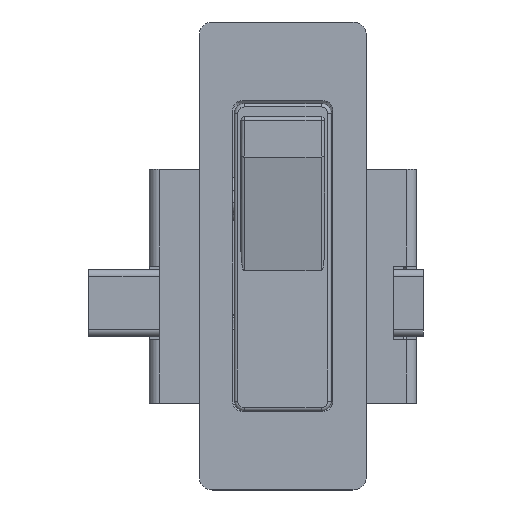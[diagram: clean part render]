
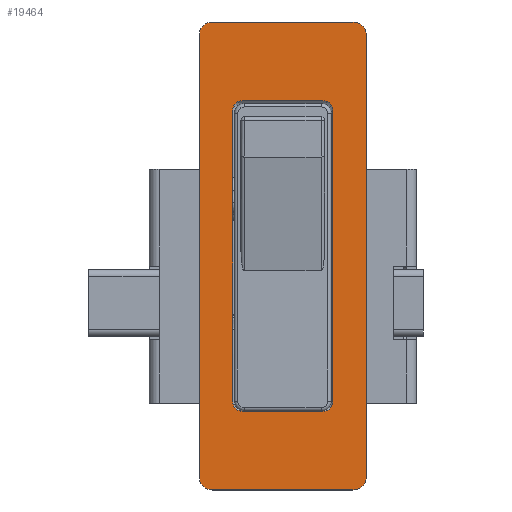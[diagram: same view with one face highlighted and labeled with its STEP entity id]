
A CAD part, top view. The second image highlights one B-rep face of the part: STEP entity #19464.
In plain terms, the highlighted planar face has unit normal (0, 0, 1).
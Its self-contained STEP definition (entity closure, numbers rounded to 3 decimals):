
#2 = EDGE_CURVE ( 'NONE', #1395, #4726, #9147, .T. ) ;
#21 = LINE ( 'NONE', #10836, #7571 ) ;
#90 = ORIENTED_EDGE ( 'NONE', *, *, #589, .T. ) ;
#125 = LINE ( 'NONE', #5067, #12065 ) ;
#172 = AXIS2_PLACEMENT_3D ( 'NONE', #9229, #3388, #3463 ) ;
#202 = VERTEX_POINT ( 'NONE', #9699 ) ;
#217 = CARTESIAN_POINT ( 'NONE',  ( -10.5, -43., 3. ) ) ;
#288 = EDGE_CURVE ( 'NONE', #19478, #7894, #15026, .T. ) ;
#347 = ORIENTED_EDGE ( 'NONE', *, *, #11394, .T. ) ;
#434 = ORIENTED_EDGE ( 'NONE', *, *, #2, .T. ) ;
#589 = EDGE_CURVE ( 'NONE', #19681, #5632, #125, .T. ) ;
#597 = DIRECTION ( 'NONE',  ( 1., 0., 0. ) ) ;
#957 = DIRECTION ( 'NONE',  ( 1., 0., 0. ) ) ;
#962 = ORIENTED_EDGE ( 'NONE', *, *, #1226, .T. ) ;
#1217 = CIRCLE ( 'NONE', #16525, 2. ) ;
#1226 = EDGE_CURVE ( 'NONE', #2392, #17451, #2768, .T. ) ;
#1325 = EDGE_CURVE ( 'NONE', #14230, #202, #11040, .T. ) ;
#1395 = VERTEX_POINT ( 'NONE', #4145 ) ;
#1517 = DIRECTION ( 'NONE',  ( 0., 1., 0. ) ) ;
#1559 = EDGE_LOOP ( 'NONE', ( #8140, #10508, #90, #14707, #962, #12226, #15591, #434 ) ) ;
#1734 = CIRCLE ( 'NONE', #3731, 2. ) ;
#1878 = CARTESIAN_POINT ( 'NONE',  ( 6., 13.75, 3. ) ) ;
#2143 = ORIENTED_EDGE ( 'NONE', *, *, #5837, .F. ) ;
#2392 = VERTEX_POINT ( 'NONE', #4246 ) ;
#2442 = CIRCLE ( 'NONE', #7291, 1.5 ) ;
#2494 = CARTESIAN_POINT ( 'NONE',  ( -6., -31.25, 3. ) ) ;
#2566 = EDGE_CURVE ( 'NONE', #18280, #19681, #9581, .T. ) ;
#2728 = VECTOR ( 'NONE', #4391, 1000. ) ;
#2768 = LINE ( 'NONE', #6538, #13499 ) ;
#2908 = CARTESIAN_POINT ( 'NONE',  ( -12.5, 27., 3. ) ) ;
#3096 = EDGE_CURVE ( 'NONE', #4050, #8180, #6156, .T. ) ;
#3100 = DIRECTION ( 'NONE',  ( 0., 0., -1. ) ) ;
#3388 = DIRECTION ( 'NONE',  ( 0., 0., 1. ) ) ;
#3463 = DIRECTION ( 'NONE',  ( 1., 0., 0. ) ) ;
#3585 = EDGE_CURVE ( 'NONE', #19478, #4920, #21, .T. ) ;
#3675 = DIRECTION ( 'NONE',  ( 0., 1., 0. ) ) ;
#3731 = AXIS2_PLACEMENT_3D ( 'NONE', #12704, #11171, #5194 ) ;
#3745 = DIRECTION ( 'NONE',  ( 0., 0., -1. ) ) ;
#3790 = ORIENTED_EDGE ( 'NONE', *, *, #17498, .F. ) ;
#4050 = VERTEX_POINT ( 'NONE', #8713 ) ;
#4118 = CARTESIAN_POINT ( 'NONE',  ( -7.5, 13.75, 3. ) ) ;
#4145 = CARTESIAN_POINT ( 'NONE',  ( -10.5, 27., 3. ) ) ;
#4237 = DIRECTION ( 'NONE',  ( 0., -1., 0. ) ) ;
#4246 = CARTESIAN_POINT ( 'NONE',  ( 12.5, -41., 3. ) ) ;
#4391 = DIRECTION ( 'NONE',  ( -1., 0., 0. ) ) ;
#4698 = EDGE_CURVE ( 'NONE', #4050, #4920, #2442, .T. ) ;
#4726 = VERTEX_POINT ( 'NONE', #12858 ) ;
#4920 = VERTEX_POINT ( 'NONE', #10271 ) ;
#4954 = VECTOR ( 'NONE', #12916, 1000. ) ;
#5067 = CARTESIAN_POINT ( 'NONE',  ( -12.5, -43., 3. ) ) ;
#5194 = DIRECTION ( 'NONE',  ( 1., 0., 0. ) ) ;
#5632 = VERTEX_POINT ( 'NONE', #10028 ) ;
#5794 = CARTESIAN_POINT ( 'NONE',  ( -7.5, 15.25, 3. ) ) ;
#5837 = EDGE_CURVE ( 'NONE', #7982, #202, #15033, .T. ) ;
#6011 = CARTESIAN_POINT ( 'NONE',  ( 7.5, -29.75, 3. ) ) ;
#6156 = LINE ( 'NONE', #10619, #2728 ) ;
#6261 = LINE ( 'NONE', #2908, #19704 ) ;
#6329 = ORIENTED_EDGE ( 'NONE', *, *, #3096, .F. ) ;
#6538 = CARTESIAN_POINT ( 'NONE',  ( 12.5, 27., 3. ) ) ;
#6683 = AXIS2_PLACEMENT_3D ( 'NONE', #11865, #6952, #957 ) ;
#6952 = DIRECTION ( 'NONE',  ( 0., 0., -1. ) ) ;
#7291 = AXIS2_PLACEMENT_3D ( 'NONE', #1878, #3100, #8035 ) ;
#7365 = LINE ( 'NONE', #7368, #8333 ) ;
#7368 = CARTESIAN_POINT ( 'NONE',  ( -12.5, 27., 3. ) ) ;
#7416 = AXIS2_PLACEMENT_3D ( 'NONE', #20042, #9028, #13543 ) ;
#7546 = DIRECTION ( 'NONE',  ( 0., 0., 1. ) ) ;
#7571 = VECTOR ( 'NONE', #1517, 1000. ) ;
#7894 = VERTEX_POINT ( 'NONE', #16330 ) ;
#7982 = VERTEX_POINT ( 'NONE', #4118 ) ;
#8035 = DIRECTION ( 'NONE',  ( 1., 0., 0. ) ) ;
#8140 = ORIENTED_EDGE ( 'NONE', *, *, #17053, .T. ) ;
#8180 = VERTEX_POINT ( 'NONE', #15499 ) ;
#8295 = CARTESIAN_POINT ( 'NONE',  ( -7.5, -31.25, 3. ) ) ;
#8333 = VECTOR ( 'NONE', #15040, 1000. ) ;
#8713 = CARTESIAN_POINT ( 'NONE',  ( 6., 15.25, 3. ) ) ;
#9028 = DIRECTION ( 'NONE',  ( 0., 0., -1. ) ) ;
#9039 = ORIENTED_EDGE ( 'NONE', *, *, #4698, .T. ) ;
#9147 = CIRCLE ( 'NONE', #9530, 2. ) ;
#9229 = CARTESIAN_POINT ( 'NONE',  ( -10.5, -41., 3. ) ) ;
#9428 = EDGE_CURVE ( 'NONE', #17451, #10600, #1217, .T. ) ;
#9530 = AXIS2_PLACEMENT_3D ( 'NONE', #17061, #13952, #12311 ) ;
#9581 = CIRCLE ( 'NONE', #172, 2. ) ;
#9699 = CARTESIAN_POINT ( 'NONE',  ( -7.5, -29.75, 3. ) ) ;
#10028 = CARTESIAN_POINT ( 'NONE',  ( 10.5, -43., 3. ) ) ;
#10084 = EDGE_LOOP ( 'NONE', ( #3790, #13995, #2143, #347, #6329, #9039, #16809, #19113 ) ) ;
#10269 = LINE ( 'NONE', #8295, #4954 ) ;
#10271 = CARTESIAN_POINT ( 'NONE',  ( 7.5, 13.75, 3. ) ) ;
#10280 = PLANE ( 'NONE',  #16674 ) ;
#10508 = ORIENTED_EDGE ( 'NONE', *, *, #2566, .T. ) ;
#10600 = VERTEX_POINT ( 'NONE', #12706 ) ;
#10619 = CARTESIAN_POINT ( 'NONE',  ( -7.5, 15.25, 3. ) ) ;
#10836 = CARTESIAN_POINT ( 'NONE',  ( 7.5, 15.25, 3. ) ) ;
#11040 = CIRCLE ( 'NONE', #15996, 1.5 ) ;
#11171 = DIRECTION ( 'NONE',  ( 0., 0., 1. ) ) ;
#11394 = EDGE_CURVE ( 'NONE', #7982, #8180, #13832, .T. ) ;
#11865 = CARTESIAN_POINT ( 'NONE',  ( 6., -29.75, 3. ) ) ;
#12065 = VECTOR ( 'NONE', #14590, 1000. ) ;
#12140 = DIRECTION ( 'NONE',  ( 1., 0., 0. ) ) ;
#12226 = ORIENTED_EDGE ( 'NONE', *, *, #9428, .T. ) ;
#12311 = DIRECTION ( 'NONE',  ( 1., 0., 0. ) ) ;
#12446 = DIRECTION ( 'NONE',  ( -1., 0., 0. ) ) ;
#12704 = CARTESIAN_POINT ( 'NONE',  ( 10.5, -41., 3. ) ) ;
#12706 = CARTESIAN_POINT ( 'NONE',  ( 10.5, 27., 3. ) ) ;
#12858 = CARTESIAN_POINT ( 'NONE',  ( -12.5, 25., 3. ) ) ;
#12916 = DIRECTION ( 'NONE',  ( 1., 0., 0. ) ) ;
#13499 = VECTOR ( 'NONE', #3675, 1000. ) ;
#13543 = DIRECTION ( 'NONE',  ( 1., 0., 0. ) ) ;
#13832 = CIRCLE ( 'NONE', #7416, 1.5 ) ;
#13952 = DIRECTION ( 'NONE',  ( 0., 0., 1. ) ) ;
#13995 = ORIENTED_EDGE ( 'NONE', *, *, #1325, .T. ) ;
#14230 = VERTEX_POINT ( 'NONE', #2494 ) ;
#14590 = DIRECTION ( 'NONE',  ( 1., 0., 0. ) ) ;
#14707 = ORIENTED_EDGE ( 'NONE', *, *, #19718, .T. ) ;
#15016 = EDGE_CURVE ( 'NONE', #10600, #1395, #6261, .T. ) ;
#15026 = CIRCLE ( 'NONE', #6683, 1.5 ) ;
#15028 = CARTESIAN_POINT ( 'NONE',  ( -12.5, -43., 3. ) ) ;
#15033 = LINE ( 'NONE', #5794, #17744 ) ;
#15040 = DIRECTION ( 'NONE',  ( 0., -1., 0. ) ) ;
#15064 = CARTESIAN_POINT ( 'NONE',  ( 10.5, 25., 3. ) ) ;
#15499 = CARTESIAN_POINT ( 'NONE',  ( -6., 15.25, 3. ) ) ;
#15591 = ORIENTED_EDGE ( 'NONE', *, *, #15016, .T. ) ;
#15996 = AXIS2_PLACEMENT_3D ( 'NONE', #19318, #3745, #597 ) ;
#16330 = CARTESIAN_POINT ( 'NONE',  ( 6., -31.25, 3. ) ) ;
#16525 = AXIS2_PLACEMENT_3D ( 'NONE', #15064, #19716, #18075 ) ;
#16587 = CARTESIAN_POINT ( 'NONE',  ( -12.5, -41., 3. ) ) ;
#16674 = AXIS2_PLACEMENT_3D ( 'NONE', #15028, #7546, #12140 ) ;
#16809 = ORIENTED_EDGE ( 'NONE', *, *, #3585, .F. ) ;
#17053 = EDGE_CURVE ( 'NONE', #4726, #18280, #7365, .T. ) ;
#17061 = CARTESIAN_POINT ( 'NONE',  ( -10.5, 25., 3. ) ) ;
#17451 = VERTEX_POINT ( 'NONE', #19337 ) ;
#17498 = EDGE_CURVE ( 'NONE', #14230, #7894, #10269, .T. ) ;
#17744 = VECTOR ( 'NONE', #4237, 1000. ) ;
#18075 = DIRECTION ( 'NONE',  ( 1., 0., 0. ) ) ;
#18096 = FACE_BOUND ( 'NONE', #10084, .T. ) ;
#18280 = VERTEX_POINT ( 'NONE', #16587 ) ;
#19113 = ORIENTED_EDGE ( 'NONE', *, *, #288, .T. ) ;
#19318 = CARTESIAN_POINT ( 'NONE',  ( -6., -29.75, 3. ) ) ;
#19325 = FACE_OUTER_BOUND ( 'NONE', #1559, .T. ) ;
#19337 = CARTESIAN_POINT ( 'NONE',  ( 12.5, 25., 3. ) ) ;
#19464 = ADVANCED_FACE ( 'NONE', ( #19325, #18096 ), #10280, .T. ) ;
#19478 = VERTEX_POINT ( 'NONE', #6011 ) ;
#19681 = VERTEX_POINT ( 'NONE', #217 ) ;
#19704 = VECTOR ( 'NONE', #12446, 1000. ) ;
#19716 = DIRECTION ( 'NONE',  ( 0., 0., 1. ) ) ;
#19718 = EDGE_CURVE ( 'NONE', #5632, #2392, #1734, .T. ) ;
#20042 = CARTESIAN_POINT ( 'NONE',  ( -6., 13.75, 3. ) ) ;
